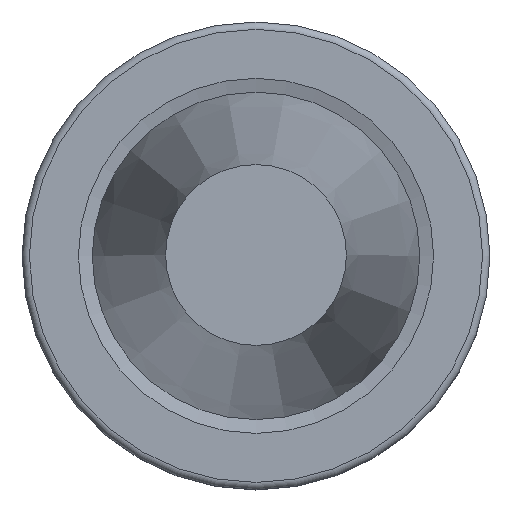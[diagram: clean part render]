
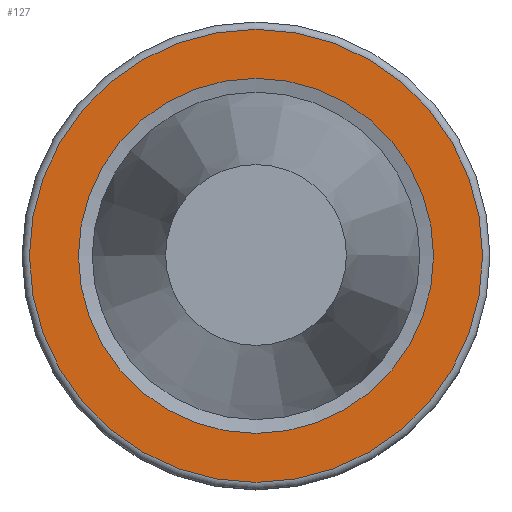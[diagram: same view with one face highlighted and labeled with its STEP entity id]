
A CAD part, top view. The second image highlights one B-rep face of the part: STEP entity #127.
In plain terms, the highlighted planar face has unit normal (0, 0, 1).
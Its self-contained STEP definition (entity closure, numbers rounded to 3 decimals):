
#95=FACE_BOUND('',#183,.T.);
#96=FACE_BOUND('',#184,.T.);
#127=ADVANCED_FACE('',(#95,#96),#138,.F.);
#138=PLANE('',#407);
#183=EDGE_LOOP('',(#235));
#184=EDGE_LOOP('',(#236));
#235=ORIENTED_EDGE('',*,*,#293,.F.);
#236=ORIENTED_EDGE('',*,*,#292,.T.);
#266=VERTEX_POINT('',#603);
#267=VERTEX_POINT('',#606);
#292=EDGE_CURVE('',#266,#266,#318,.T.);
#293=EDGE_CURVE('',#267,#267,#319,.T.);
#318=CIRCLE('',#404,30.75);
#319=CIRCLE('',#406,24.1);
#404=AXIS2_PLACEMENT_3D('',#602,#509,#510);
#406=AXIS2_PLACEMENT_3D('',#605,#513,#514);
#407=AXIS2_PLACEMENT_3D('',#607,#515,#516);
#509=DIRECTION('',(0.,0.,1.));
#510=DIRECTION('',(1.,0.,0.));
#513=DIRECTION('',(0.,0.,1.));
#514=DIRECTION('',(1.,0.,0.));
#515=DIRECTION('',(0.,0.,-1.));
#516=DIRECTION('',(1.,0.,0.));
#602=CARTESIAN_POINT('',(0.,0.,-1.));
#603=CARTESIAN_POINT('',(30.75,0.,-1.));
#605=CARTESIAN_POINT('',(0.,0.,-1.));
#606=CARTESIAN_POINT('',(24.1,0.,-1.));
#607=CARTESIAN_POINT('',(0.,-30.75,-1.));
